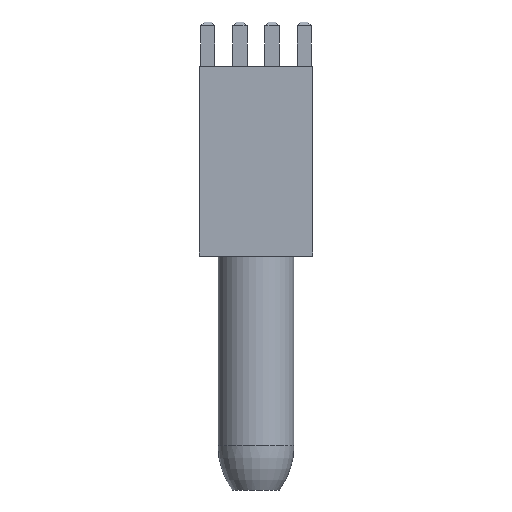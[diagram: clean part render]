
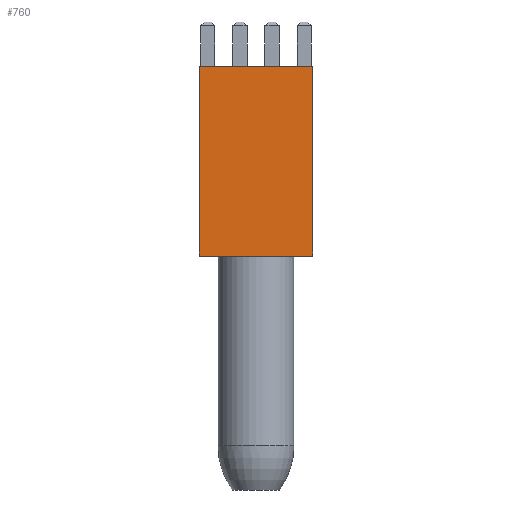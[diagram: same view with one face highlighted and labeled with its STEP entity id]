
A CAD part, front view. The second image highlights one B-rep face of the part: STEP entity #760.
In plain terms, the highlighted planar face has unit normal (0, -1, 0).
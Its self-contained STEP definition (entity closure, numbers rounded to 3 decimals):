
#46 = ORIENTED_EDGE ( 'NONE', *, *, #2834, .F. ) ;
#129 = VERTEX_POINT ( 'NONE', #330 ) ;
#205 = LINE ( 'NONE', #2746, #2049 ) ;
#239 = EDGE_LOOP ( 'NONE', ( #2204, #364, #46, #1564 ) ) ;
#242 = VERTEX_POINT ( 'NONE', #3552 ) ;
#330 = CARTESIAN_POINT ( 'NONE',  ( -4.5, -4.5, 0. ) ) ;
#364 = ORIENTED_EDGE ( 'NONE', *, *, #1804, .F. ) ;
#445 = VECTOR ( 'NONE', #1788, 1000. ) ;
#517 = EDGE_CURVE ( 'NONE', #129, #1957, #1158, .T. ) ;
#525 = CARTESIAN_POINT ( 'NONE',  ( 4.5, -4.5, 0. ) ) ;
#572 = DIRECTION ( 'NONE',  ( 1., 0., 0. ) ) ;
#760 = ADVANCED_FACE ( 'NONE', ( #970 ), #3146, .F. ) ;
#970 = FACE_OUTER_BOUND ( 'NONE', #239, .T. ) ;
#1083 = LINE ( 'NONE', #2011, #2534 ) ;
#1158 = LINE ( 'NONE', #3086, #1980 ) ;
#1242 = CARTESIAN_POINT ( 'NONE',  ( -4.5, -4.5, 15. ) ) ;
#1440 = DIRECTION ( 'NONE',  ( 1., 0., 0. ) ) ;
#1564 = ORIENTED_EDGE ( 'NONE', *, *, #1815, .T. ) ;
#1638 = AXIS2_PLACEMENT_3D ( 'NONE', #3550, #3232, #3171 ) ;
#1788 = DIRECTION ( 'NONE',  ( 0., 0., -1. ) ) ;
#1804 = EDGE_CURVE ( 'NONE', #242, #1957, #3370, .T. ) ;
#1815 = EDGE_CURVE ( 'NONE', #3775, #129, #205, .T. ) ;
#1957 = VERTEX_POINT ( 'NONE', #525 ) ;
#1980 = VECTOR ( 'NONE', #572, 1000. ) ;
#2011 = CARTESIAN_POINT ( 'NONE',  ( -4.5, -4.5, 15. ) ) ;
#2049 = VECTOR ( 'NONE', #3188, 1000. ) ;
#2204 = ORIENTED_EDGE ( 'NONE', *, *, #517, .T. ) ;
#2534 = VECTOR ( 'NONE', #1440, 1000. ) ;
#2746 = CARTESIAN_POINT ( 'NONE',  ( -4.5, -4.5, 15. ) ) ;
#2834 = EDGE_CURVE ( 'NONE', #3775, #242, #1083, .T. ) ;
#3086 = CARTESIAN_POINT ( 'NONE',  ( -4.5, -4.5, 0. ) ) ;
#3146 = PLANE ( 'NONE',  #1638 ) ;
#3171 = DIRECTION ( 'NONE',  ( 0., 0., 1. ) ) ;
#3188 = DIRECTION ( 'NONE',  ( 0., 0., -1. ) ) ;
#3232 = DIRECTION ( 'NONE',  ( 0., 1., 0. ) ) ;
#3370 = LINE ( 'NONE', #3392, #445 ) ;
#3392 = CARTESIAN_POINT ( 'NONE',  ( 4.5, -4.5, 15. ) ) ;
#3550 = CARTESIAN_POINT ( 'NONE',  ( -4.5, -4.5, 15. ) ) ;
#3552 = CARTESIAN_POINT ( 'NONE',  ( 4.5, -4.5, 15. ) ) ;
#3775 = VERTEX_POINT ( 'NONE', #1242 ) ;
